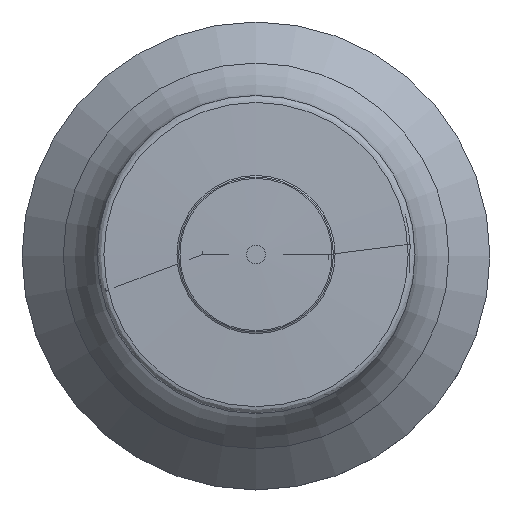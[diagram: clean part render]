
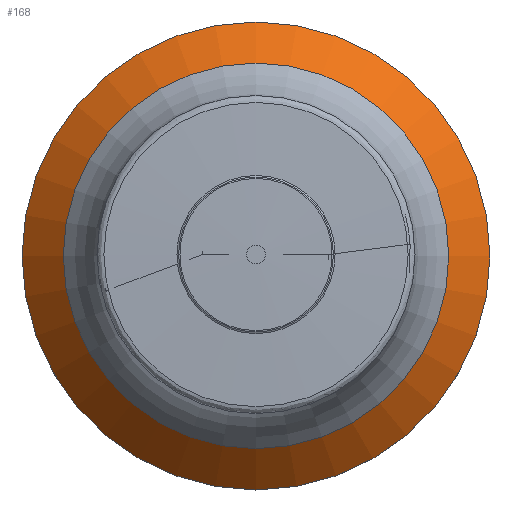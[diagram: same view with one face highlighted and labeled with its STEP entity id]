
A CAD part, top view. The second image highlights one B-rep face of the part: STEP entity #168.
In plain terms, the highlighted conical face has half-angle 45 degrees and reference radius 16.5 mm.
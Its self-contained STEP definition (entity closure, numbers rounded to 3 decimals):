
#83=CONICAL_SURFACE('',#451,16.5,45.);
#132=FACE_BOUND('',#229,.T.);
#133=FACE_BOUND('',#230,.T.);
#168=ADVANCED_FACE('',(#132,#133),#83,.T.);
#229=EDGE_LOOP('',(#294));
#230=EDGE_LOOP('',(#295));
#294=ORIENTED_EDGE('',*,*,#387,.T.);
#295=ORIENTED_EDGE('',*,*,#388,.T.);
#349=VERTEX_POINT('',#725);
#350=VERTEX_POINT('',#727);
#387=EDGE_CURVE('',#349,#349,#411,.T.);
#388=EDGE_CURVE('',#350,#350,#412,.T.);
#411=CIRCLE('',#449,20.601);
#412=CIRCLE('',#450,25.);
#449=AXIS2_PLACEMENT_3D('',#724,#545,#546);
#450=AXIS2_PLACEMENT_3D('',#726,#547,#548);
#451=AXIS2_PLACEMENT_3D('',#728,#549,#550);
#545=DIRECTION('',(0.,0.,-1.));
#546=DIRECTION('',(0.,1.,0.));
#547=DIRECTION('',(0.,0.,1.));
#548=DIRECTION('',(0.,-1.,0.));
#549=DIRECTION('',(0.,0.,-1.));
#550=DIRECTION('',(0.,1.,0.));
#724=CARTESIAN_POINT('',(0.,0.,9.399));
#725=CARTESIAN_POINT('',(0.,20.601,9.399));
#726=CARTESIAN_POINT('',(0.,0.,5.));
#727=CARTESIAN_POINT('',(0.,-25.,5.));
#728=CARTESIAN_POINT('',(0.,0.,13.5));
